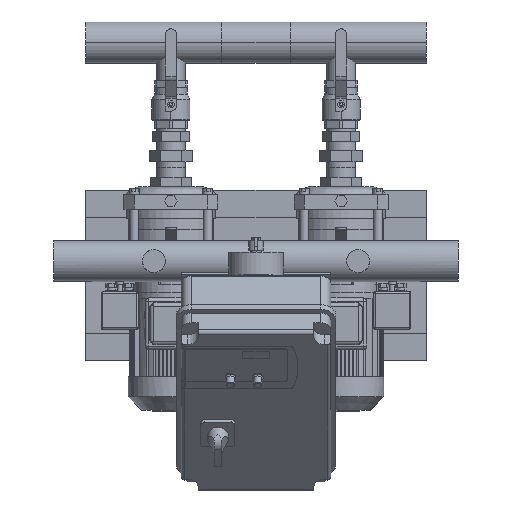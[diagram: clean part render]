
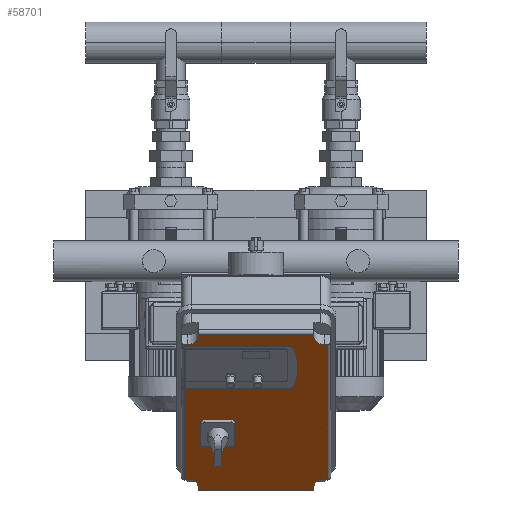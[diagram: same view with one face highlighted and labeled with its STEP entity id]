
A CAD part, top view. The second image highlights one B-rep face of the part: STEP entity #58701.
In plain terms, the highlighted planar face has unit normal (0, -0.707, 0.707).
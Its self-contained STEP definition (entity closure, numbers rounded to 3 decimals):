
#58241=CARTESIAN_POINT('',(145.,-187.584,602.271));
#58242=VERTEX_POINT('',#58241);
#58250=CARTESIAN_POINT('',(300.042,-187.584,602.271));
#58251=VERTEX_POINT('',#58250);
#58252=CARTESIAN_POINT('',(300.042,-187.584,602.271));
#58253=DIRECTION('',(-1.0,0.0,0.0));
#58254=VECTOR('',#58253,155.042);
#58255=LINE('',#58252,#58254);
#58256=EDGE_CURVE('',#58251,#58242,#58255,.T.);
#58283=CARTESIAN_POINT('',(304.726,-128.364,661.492));
#58284=VERTEX_POINT('',#58283);
#58291=CARTESIAN_POINT('',(300.042,-126.066,663.79));
#58292=VERTEX_POINT('',#58291);
#58293=CARTESIAN_POINT('',(300.042,-129.602,660.254));
#58294=DIRECTION('',(0.,0.707,-0.707));
#58295=DIRECTION('',(0.937,0.247,0.247));
#58296=AXIS2_PLACEMENT_3D('',#58293,#58294,#58295);
#58297=CIRCLE('',#58296,5.);
#58298=EDGE_CURVE('',#58292,#58284,#58297,.T.);
#58324=CARTESIAN_POINT('',(304.726,-185.286,604.569));
#58325=VERTEX_POINT('',#58324);
#58326=CARTESIAN_POINT('',(300.042,-184.049,605.807));
#58327=DIRECTION('',(0.0,0.707,-0.707));
#58328=DIRECTION('',(0.,-0.707,-0.707));
#58329=AXIS2_PLACEMENT_3D('',#58326,#58327,#58328);
#58330=CIRCLE('',#58329,5.);
#58331=EDGE_CURVE('',#58325,#58251,#58330,.T.);
#58355=CARTESIAN_POINT('',(197.,-156.825,633.03));
#58356=DIRECTION('',(0.,0.707,-0.707));
#58357=DIRECTION('',(0.937,-0.247,-0.247));
#58358=AXIS2_PLACEMENT_3D('',#58355,#58356,#58357);
#58359=CIRCLE('',#58358,115.0);
#58360=EDGE_CURVE('',#58284,#58325,#58359,.T.);
#58380=CARTESIAN_POINT('',(145.0,-320.52,469.335));
#58381=VERTEX_POINT('',#58380);
#58389=CARTESIAN_POINT('',(145.0,-320.52,469.335));
#58390=DIRECTION('',(0.,0.707,0.707));
#58391=VECTOR('',#58390,188.);
#58392=LINE('',#58389,#58391);
#58393=EDGE_CURVE('',#58381,#58242,#58392,.T.);
#58491=CARTESIAN_POINT('',(335.0,-108.388,681.467));
#58492=VERTEX_POINT('',#58491);
#58510=CARTESIAN_POINT('',(165.,-108.388,681.467));
#58511=VERTEX_POINT('',#58510);
#58519=CARTESIAN_POINT('',(165.,-108.388,681.467));
#58520=DIRECTION('',(1.0,0.0,0.0));
#58521=VECTOR('',#58520,170.);
#58522=LINE('',#58519,#58521);
#58523=EDGE_CURVE('',#58511,#58492,#58522,.T.);
#58534=CARTESIAN_POINT('',(335.0,-111.924,677.932));
#58535=VERTEX_POINT('',#58534);
#58536=CARTESIAN_POINT('',(335.0,-111.924,677.932));
#58537=DIRECTION('',(0.0,0.707,0.707));
#58538=VECTOR('',#58537,5.);
#58539=LINE('',#58536,#58538);
#58540=EDGE_CURVE('',#58535,#58492,#58539,.T.);
#58567=CARTESIAN_POINT('',(250.0,-221.525,568.33));
#58568=DIRECTION('',(0.0,-0.707,0.707));
#58569=DIRECTION('',(0.,-0.707,-0.707));
#58570=AXIS2_PLACEMENT_3D('',#58567,#58568,#58569);
#58571=PLANE('',#58570);
#58572=ORIENTED_EDGE('',*,*,#58256,.T.);
#58573=ORIENTED_EDGE('',*,*,#58393,.F.);
#58574=CARTESIAN_POINT('',(150.0,-320.52,469.335));
#58575=VERTEX_POINT('',#58574);
#58576=CARTESIAN_POINT('',(145.0,-320.52,469.335));
#58577=DIRECTION('',(1.0,0.0,0.0));
#58578=VECTOR('',#58577,5.0);
#58579=LINE('',#58576,#58578);
#58580=EDGE_CURVE('',#58381,#58575,#58579,.T.);
#58581=ORIENTED_EDGE('',*,*,#58580,.T.);
#58582=CARTESIAN_POINT('',(165.0,-331.127,458.729));
#58583=VERTEX_POINT('',#58582);
#58584=CARTESIAN_POINT('',(150.0,-331.127,458.729));
#58585=DIRECTION('',(0.0,0.707,-0.707));
#58586=DIRECTION('',(1.0,0.0,0.0));
#58587=AXIS2_PLACEMENT_3D('',#58584,#58585,#58586);
#58588=CIRCLE('',#58587,15.);
#58589=EDGE_CURVE('',#58575,#58583,#58588,.T.);
#58590=ORIENTED_EDGE('',*,*,#58589,.T.);
#58591=CARTESIAN_POINT('',(165.0,-334.663,455.193));
#58592=VERTEX_POINT('',#58591);
#58593=CARTESIAN_POINT('',(165.0,-331.127,458.729));
#58594=DIRECTION('',(0.0,-0.707,-0.707));
#58595=VECTOR('',#58594,5.);
#58596=LINE('',#58593,#58595);
#58597=EDGE_CURVE('',#58583,#58592,#58596,.T.);
#58598=ORIENTED_EDGE('',*,*,#58597,.T.);
#58599=CARTESIAN_POINT('',(335.0,-334.663,455.193));
#58600=VERTEX_POINT('',#58599);
#58601=CARTESIAN_POINT('',(335.0,-334.663,455.193));
#58602=DIRECTION('',(-1.0,0.0,0.0));
#58603=VECTOR('',#58602,170.0);
#58604=LINE('',#58601,#58603);
#58605=EDGE_CURVE('',#58600,#58592,#58604,.T.);
#58606=ORIENTED_EDGE('',*,*,#58605,.F.);
#58607=CARTESIAN_POINT('',(335.0,-331.127,458.729));
#58608=VERTEX_POINT('',#58607);
#58609=CARTESIAN_POINT('',(335.0,-334.663,455.193));
#58610=DIRECTION('',(0.0,0.707,0.707));
#58611=VECTOR('',#58610,5.0);
#58612=LINE('',#58609,#58611);
#58613=EDGE_CURVE('',#58600,#58608,#58612,.T.);
#58614=ORIENTED_EDGE('',*,*,#58613,.T.);
#58615=CARTESIAN_POINT('',(350.,-320.52,469.335));
#58616=VERTEX_POINT('',#58615);
#58617=CARTESIAN_POINT('',(350.,-331.127,458.729));
#58618=DIRECTION('',(0.0,0.707,-0.707));
#58619=DIRECTION('',(0.,0.707,0.707));
#58620=AXIS2_PLACEMENT_3D('',#58617,#58618,#58619);
#58621=CIRCLE('',#58620,15.);
#58622=EDGE_CURVE('',#58608,#58616,#58621,.T.);
#58623=ORIENTED_EDGE('',*,*,#58622,.T.);
#58624=CARTESIAN_POINT('',(355.0,-320.52,469.335));
#58625=VERTEX_POINT('',#58624);
#58626=CARTESIAN_POINT('',(350.,-320.52,469.335));
#58627=DIRECTION('',(1.0,0.0,0.0));
#58628=VECTOR('',#58627,5.);
#58629=LINE('',#58626,#58628);
#58630=EDGE_CURVE('',#58616,#58625,#58629,.T.);
#58631=ORIENTED_EDGE('',*,*,#58630,.T.);
#58632=CARTESIAN_POINT('',(355.0,-122.53,667.325));
#58633=VERTEX_POINT('',#58632);
#58634=CARTESIAN_POINT('',(355.0,-122.53,667.325));
#58635=DIRECTION('',(0.0,-0.707,-0.707));
#58636=VECTOR('',#58635,280.);
#58637=LINE('',#58634,#58636);
#58638=EDGE_CURVE('',#58633,#58625,#58637,.T.);
#58639=ORIENTED_EDGE('',*,*,#58638,.F.);
#58640=CARTESIAN_POINT('',(350.0,-122.53,667.325));
#58641=VERTEX_POINT('',#58640);
#58642=CARTESIAN_POINT('',(355.0,-122.53,667.325));
#58643=DIRECTION('',(-1.0,0.0,0.0));
#58644=VECTOR('',#58643,5.0);
#58645=LINE('',#58642,#58644);
#58646=EDGE_CURVE('',#58633,#58641,#58645,.T.);
#58647=ORIENTED_EDGE('',*,*,#58646,.T.);
#58648=CARTESIAN_POINT('',(350.0,-111.924,677.932));
#58649=DIRECTION('',(0.0,0.707,-0.707));
#58650=DIRECTION('',(-1.0,0.0,0.0));
#58651=AXIS2_PLACEMENT_3D('',#58648,#58649,#58650);
#58652=CIRCLE('',#58651,15.0);
#58653=EDGE_CURVE('',#58641,#58535,#58652,.T.);
#58654=ORIENTED_EDGE('',*,*,#58653,.T.);
#58655=ORIENTED_EDGE('',*,*,#58540,.T.);
#58656=ORIENTED_EDGE('',*,*,#58523,.F.);
#58657=CARTESIAN_POINT('',(165.,-111.924,677.932));
#58658=VERTEX_POINT('',#58657);
#58659=CARTESIAN_POINT('',(165.,-108.388,681.467));
#58660=DIRECTION('',(0.0,-0.707,-0.707));
#58661=VECTOR('',#58660,5.);
#58662=LINE('',#58659,#58661);
#58663=EDGE_CURVE('',#58511,#58658,#58662,.T.);
#58664=ORIENTED_EDGE('',*,*,#58663,.T.);
#58665=CARTESIAN_POINT('',(150.,-122.53,667.325));
#58666=VERTEX_POINT('',#58665);
#58667=CARTESIAN_POINT('',(150.,-111.924,677.932));
#58668=DIRECTION('',(0.0,0.707,-0.707));
#58669=DIRECTION('',(0.,-0.707,-0.707));
#58670=AXIS2_PLACEMENT_3D('',#58667,#58668,#58669);
#58671=CIRCLE('',#58670,15.);
#58672=EDGE_CURVE('',#58658,#58666,#58671,.T.);
#58673=ORIENTED_EDGE('',*,*,#58672,.T.);
#58674=CARTESIAN_POINT('',(145.,-122.53,667.325));
#58675=VERTEX_POINT('',#58674);
#58676=CARTESIAN_POINT('',(150.,-122.53,667.325));
#58677=DIRECTION('',(-1.0,0.0,0.0));
#58678=VECTOR('',#58677,5.0);
#58679=LINE('',#58676,#58678);
#58680=EDGE_CURVE('',#58666,#58675,#58679,.T.);
#58681=ORIENTED_EDGE('',*,*,#58680,.T.);
#58682=CARTESIAN_POINT('',(145.,-126.066,663.79));
#58683=VERTEX_POINT('',#58682);
#58684=CARTESIAN_POINT('',(145.,-126.066,663.79));
#58685=DIRECTION('',(0.,0.707,0.707));
#58686=VECTOR('',#58685,5.);
#58687=LINE('',#58684,#58686);
#58688=EDGE_CURVE('',#58683,#58675,#58687,.T.);
#58689=ORIENTED_EDGE('',*,*,#58688,.F.);
#58690=CARTESIAN_POINT('',(145.,-126.066,663.79));
#58691=DIRECTION('',(1.0,0.0,0.0));
#58692=VECTOR('',#58691,155.042);
#58693=LINE('',#58690,#58692);
#58694=EDGE_CURVE('',#58683,#58292,#58693,.T.);
#58695=ORIENTED_EDGE('',*,*,#58694,.T.);
#58696=ORIENTED_EDGE('',*,*,#58298,.T.);
#58697=ORIENTED_EDGE('',*,*,#58360,.T.);
#58698=ORIENTED_EDGE('',*,*,#58331,.T.);
#58699=EDGE_LOOP('',(#58572,#58573,#58581,#58590,#58598,#58606,#58614,#58623,#58631,#58639,#58647,#58654,#58655,#58656,#58664,#58673,#58681,#58689,#58695,#58696,#58697,#58698));
#58700=FACE_OUTER_BOUND('',#58699,.T.);
#58701=ADVANCED_FACE('',(#58700),#58571,.T.);
